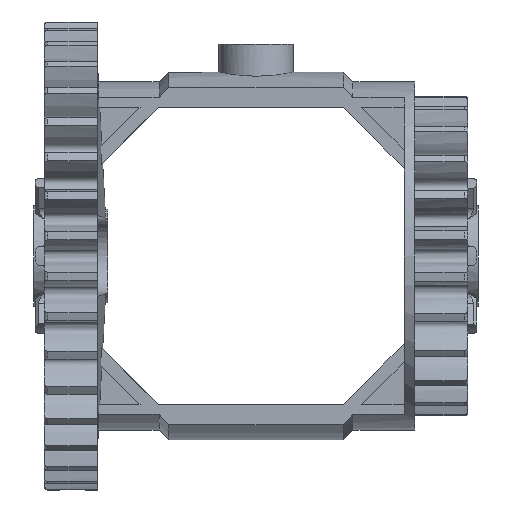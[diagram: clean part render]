
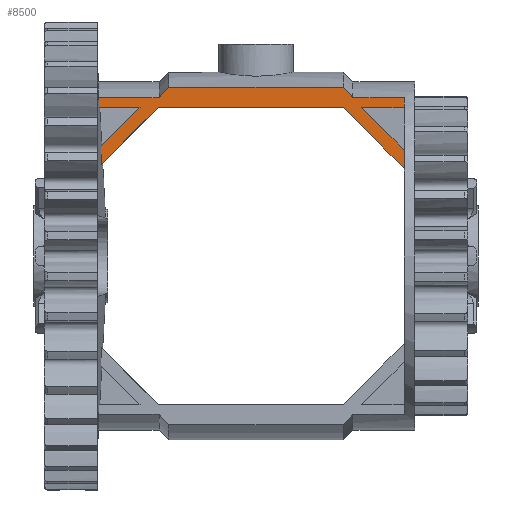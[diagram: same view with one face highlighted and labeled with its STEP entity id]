
A CAD part, front view. The second image highlights one B-rep face of the part: STEP entity #8500.
In plain terms, the highlighted planar face has unit normal (0, -1, 0).
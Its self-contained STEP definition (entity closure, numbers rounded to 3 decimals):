
#117 = VECTOR ( 'NONE', #3210, 1000. ) ;
#487 = CARTESIAN_POINT ( 'NONE',  ( 8.114, -6.2, 14.178 ) ) ;
#617 = ORIENTED_EDGE ( 'NONE', *, *, #23316, .F. ) ;
#846 = VECTOR ( 'NONE', #30204, 1000. ) ;
#958 = ORIENTED_EDGE ( 'NONE', *, *, #12479, .T. ) ;
#1234 = EDGE_CURVE ( 'NONE', #4290, #8690, #5337, .T. ) ;
#1277 = EDGE_CURVE ( 'NONE', #29685, #18590, #16777, .T. ) ;
#1362 = AXIS2_PLACEMENT_3D ( 'NONE', #22684, #12893, #29951 ) ;
#1410 = VERTEX_POINT ( 'NONE', #14231 ) ;
#1485 = CARTESIAN_POINT ( 'NONE',  ( -10.478, -6.2, 12.725 ) ) ;
#1539 = CARTESIAN_POINT ( 'NONE',  ( 0., -6.2, 13.576 ) ) ;
#2319 = VECTOR ( 'NONE', #4423, 1000. ) ;
#2387 = DIRECTION ( 'NONE',  ( 1., 0., 0. ) ) ;
#2476 = EDGE_CURVE ( 'NONE', #5018, #10981, #13652, .T. ) ;
#2707 = ORIENTED_EDGE ( 'NONE', *, *, #29839, .T. ) ;
#2956 = CARTESIAN_POINT ( 'NONE',  ( 7.839, -6.2, 13.878 ) ) ;
#3108 = VERTEX_POINT ( 'NONE', #11531 ) ;
#3157 = CARTESIAN_POINT ( 'NONE',  ( 2.605, -6.2, 8.362 ) ) ;
#3195 = EDGE_CURVE ( 'NONE', #27005, #5018, #22763, .T. ) ;
#3210 = DIRECTION ( 'NONE',  ( 0.707, 0., 0.707 ) ) ;
#3436 = CARTESIAN_POINT ( 'NONE',  ( 28.575, -6.2, 9.081 ) ) ;
#3856 = FACE_OUTER_BOUND ( 'NONE', #22017, .T. ) ;
#4092 = CARTESIAN_POINT ( 'NONE',  ( 24.931, -6.2, 12.725 ) ) ;
#4272 = EDGE_CURVE ( 'NONE', #24654, #8690, #21353, .T. ) ;
#4290 = VERTEX_POINT ( 'NONE', #25185 ) ;
#4318 = ORIENTED_EDGE ( 'NONE', *, *, #1277, .F. ) ;
#4423 = DIRECTION ( 'NONE',  ( 1., 0., 0. ) ) ;
#4895 = EDGE_CURVE ( 'NONE', #24654, #9211, #5813, .T. ) ;
#5018 = VERTEX_POINT ( 'NONE', #14522 ) ;
#5310 = VERTEX_POINT ( 'NONE', #14720 ) ;
#5337 = LINE ( 'NONE', #8383, #23307 ) ;
#5392 = CARTESIAN_POINT ( 'NONE',  ( 8.39, -6.2, 14.478 ) ) ;
#5586 = CARTESIAN_POINT ( 'NONE',  ( 2.626, -6.2, 7.865 ) ) ;
#5813 = LINE ( 'NONE', #12923, #117 ) ;
#6851 = CARTESIAN_POINT ( 'NONE',  ( -10.478, -6.2, 12.725 ) ) ;
#6860 = EDGE_CURVE ( 'NONE', #10981, #29685, #25715, .T. ) ;
#6905 = VECTOR ( 'NONE', #8304, 1000. ) ;
#7062 = CARTESIAN_POINT ( 'NONE',  ( 2.369, -6.2, 13.576 ) ) ;
#7331 = EDGE_CURVE ( 'NONE', #9211, #1410, #21909, .T. ) ;
#7418 = DIRECTION ( 'NONE',  ( 0.707, 0., -0.707 ) ) ;
#7692 = VECTOR ( 'NONE', #2387, 1000. ) ;
#8021 = VECTOR ( 'NONE', #24270, 1000. ) ;
#8282 = CARTESIAN_POINT ( 'NONE',  ( 2.409, -6.2, 12.725 ) ) ;
#8299 = CARTESIAN_POINT ( 'NONE',  ( 28.575, -6.2, 12.725 ) ) ;
#8304 = DIRECTION ( 'NONE',  ( 0., 0., 1. ) ) ;
#8383 = CARTESIAN_POINT ( 'NONE',  ( 2.286, -6.2, 9.081 ) ) ;
#8491 = CARTESIAN_POINT ( 'NONE',  ( 24.185, -6.2, 13.576 ) ) ;
#8500 = ADVANCED_FACE ( 'NONE', ( #3856 ), #10414, .F. ) ;
#8690 = VERTEX_POINT ( 'NONE', #18334 ) ;
#8876 = CARTESIAN_POINT ( 'NONE',  ( 2.382, -6.2, 13.293 ) ) ;
#8964 = CARTESIAN_POINT ( 'NONE',  ( 24.931, -6.2, 12.725 ) ) ;
#9211 = VERTEX_POINT ( 'NONE', #20456 ) ;
#9490 = VECTOR ( 'NONE', #20082, 1000. ) ;
#9876 = B_SPLINE_CURVE_WITH_KNOTS ( 'NONE', 3,
 ( #25921, #23488, #8876, #26028 ),
 .UNSPECIFIED., .F., .F.,
 ( 4, 4 ),
 ( 0.015, 0.016 ),
 .UNSPECIFIED. ) ;
#9889 = CARTESIAN_POINT ( 'NONE',  ( 28.575, -6.2, 7.525 ) ) ;
#10017 = EDGE_CURVE ( 'NONE', #22567, #4290, #28285, .T. ) ;
#10203 = EDGE_CURVE ( 'NONE', #18305, #31078, #26452, .T. ) ;
#10414 = PLANE ( 'NONE',  #1362 ) ;
#10646 = ORIENTED_EDGE ( 'NONE', *, *, #11226, .T. ) ;
#10981 = VERTEX_POINT ( 'NONE', #24346 ) ;
#11226 = EDGE_CURVE ( 'NONE', #5310, #3108, #13851, .T. ) ;
#11531 = CARTESIAN_POINT ( 'NONE',  ( 28.575, -6.2, 13.576 ) ) ;
#11947 = LINE ( 'NONE', #31430, #8021 ) ;
#12218 = ORIENTED_EDGE ( 'NONE', *, *, #6860, .F. ) ;
#12479 = EDGE_CURVE ( 'NONE', #1410, #18305, #29086, .T. ) ;
#12773 = CARTESIAN_POINT ( 'NONE',  ( 0., -6.2, 13.576 ) ) ;
#12893 = DIRECTION ( 'NONE',  ( 0., 1., 0. ) ) ;
#12923 = CARTESIAN_POINT ( 'NONE',  ( 7.486, -6.2, 12.725 ) ) ;
#13101 = ORIENTED_EDGE ( 'NONE', *, *, #17812, .F. ) ;
#13236 = CARTESIAN_POINT ( 'NONE',  ( 28.575, -6.2, 9.081 ) ) ;
#13331 = CARTESIAN_POINT ( 'NONE',  ( 23.636, -6.2, 14.178 ) ) ;
#13652 = B_SPLINE_CURVE_WITH_KNOTS ( 'NONE', 3,
 ( #20075, #2956, #487, #5392 ),
 .UNSPECIFIED., .F., .F.,
 ( 4, 4 ),
 ( 0., 0.001 ),
 .UNSPECIFIED. ) ;
#13851 = LINE ( 'NONE', #8299, #846 ) ;
#14231 = CARTESIAN_POINT ( 'NONE',  ( 23.375, -6.2, 12.725 ) ) ;
#14522 = CARTESIAN_POINT ( 'NONE',  ( 7.565, -6.2, 13.576 ) ) ;
#14556 = CARTESIAN_POINT ( 'NONE',  ( -10.478, -6.2, 14.478 ) ) ;
#14717 = CARTESIAN_POINT ( 'NONE',  ( 23.36, -6.2, 14.478 ) ) ;
#14720 = CARTESIAN_POINT ( 'NONE',  ( 28.575, -6.2, 12.725 ) ) ;
#15219 = ORIENTED_EDGE ( 'NONE', *, *, #3195, .F. ) ;
#15361 = VECTOR ( 'NONE', #28395, 1000. ) ;
#16168 = DIRECTION ( 'NONE',  ( 1., 0., 0. ) ) ;
#16777 = B_SPLINE_CURVE_WITH_KNOTS ( 'NONE', 3,
 ( #23210, #13331, #18263, #8491 ),
 .UNSPECIFIED., .F., .F.,
 ( 4, 4 ),
 ( 0., 0.001 ),
 .UNSPECIFIED. ) ;
#16937 = CARTESIAN_POINT ( 'NONE',  ( 28.575, -6.2, 7.525 ) ) ;
#17106 = LINE ( 'NONE', #4092, #23642 ) ;
#17207 = ORIENTED_EDGE ( 'NONE', *, *, #4895, .T. ) ;
#17302 = VERTEX_POINT ( 'NONE', #8964 ) ;
#17597 = ORIENTED_EDGE ( 'NONE', *, *, #2476, .F. ) ;
#17812 = EDGE_CURVE ( 'NONE', #18590, #3108, #22554, .T. ) ;
#18263 = CARTESIAN_POINT ( 'NONE',  ( 23.911, -6.2, 13.878 ) ) ;
#18305 = VERTEX_POINT ( 'NONE', #16937 ) ;
#18334 = CARTESIAN_POINT ( 'NONE',  ( 2.562, -6.2, 9.357 ) ) ;
#18590 = VERTEX_POINT ( 'NONE', #30948 ) ;
#20075 = CARTESIAN_POINT ( 'NONE',  ( 7.565, -6.2, 13.576 ) ) ;
#20082 = DIRECTION ( 'NONE',  ( 1., 0., 0. ) ) ;
#20456 = CARTESIAN_POINT ( 'NONE',  ( 7.486, -6.2, 12.725 ) ) ;
#21353 = B_SPLINE_CURVE_WITH_KNOTS ( 'NONE', 3,
 ( #5586, #3157, #22654, #22753 ),
 .UNSPECIFIED., .F., .F.,
 ( 4, 4 ),
 ( 0.01, 0.011 ),
 .UNSPECIFIED. ) ;
#21909 = LINE ( 'NONE', #1485, #15361 ) ;
#21999 = VECTOR ( 'NONE', #16168, 1000. ) ;
#22017 = EDGE_LOOP ( 'NONE', ( #28946, #17207, #28201, #958, #23548, #24930, #2707, #10646, #13101, #4318, #12218, #17597, #15219, #617, #23751, #22861 ) ) ;
#22554 = LINE ( 'NONE', #12773, #9490 ) ;
#22567 = VERTEX_POINT ( 'NONE', #8282 ) ;
#22654 = CARTESIAN_POINT ( 'NONE',  ( 2.584, -6.2, 8.86 ) ) ;
#22682 = VECTOR ( 'NONE', #7418, 1000. ) ;
#22684 = CARTESIAN_POINT ( 'NONE',  ( -10.478, -6.2, 12.725 ) ) ;
#22753 = CARTESIAN_POINT ( 'NONE',  ( 2.562, -6.2, 9.357 ) ) ;
#22763 = LINE ( 'NONE', #1539, #21999 ) ;
#22861 = ORIENTED_EDGE ( 'NONE', *, *, #1234, .T. ) ;
#23210 = CARTESIAN_POINT ( 'NONE',  ( 23.36, -6.2, 14.478 ) ) ;
#23307 = VECTOR ( 'NONE', #27975, 1000. ) ;
#23316 = EDGE_CURVE ( 'NONE', #22567, #27005, #9876, .T. ) ;
#23382 = EDGE_CURVE ( 'NONE', #31078, #17302, #17106, .T. ) ;
#23488 = CARTESIAN_POINT ( 'NONE',  ( 2.396, -6.2, 13.009 ) ) ;
#23548 = ORIENTED_EDGE ( 'NONE', *, *, #10203, .T. ) ;
#23642 = VECTOR ( 'NONE', #23707, 1000. ) ;
#23707 = DIRECTION ( 'NONE',  ( -0.707, 0., 0.707 ) ) ;
#23743 = CARTESIAN_POINT ( 'NONE',  ( 2.626, -6.2, 7.865 ) ) ;
#23751 = ORIENTED_EDGE ( 'NONE', *, *, #10017, .T. ) ;
#24270 = DIRECTION ( 'NONE',  ( 1., 0., 0. ) ) ;
#24346 = CARTESIAN_POINT ( 'NONE',  ( 8.39, -6.2, 14.478 ) ) ;
#24654 = VERTEX_POINT ( 'NONE', #23743 ) ;
#24930 = ORIENTED_EDGE ( 'NONE', *, *, #23382, .T. ) ;
#25185 = CARTESIAN_POINT ( 'NONE',  ( 5.93, -6.2, 12.725 ) ) ;
#25715 = LINE ( 'NONE', #14556, #7692 ) ;
#25921 = CARTESIAN_POINT ( 'NONE',  ( 2.409, -6.2, 12.725 ) ) ;
#26028 = CARTESIAN_POINT ( 'NONE',  ( 2.369, -6.2, 13.576 ) ) ;
#26452 = LINE ( 'NONE', #3436, #6905 ) ;
#27005 = VERTEX_POINT ( 'NONE', #7062 ) ;
#27975 = DIRECTION ( 'NONE',  ( -0.707, 0., -0.707 ) ) ;
#28201 = ORIENTED_EDGE ( 'NONE', *, *, #7331, .T. ) ;
#28285 = LINE ( 'NONE', #6851, #2319 ) ;
#28395 = DIRECTION ( 'NONE',  ( 1., 0., 0. ) ) ;
#28946 = ORIENTED_EDGE ( 'NONE', *, *, #4272, .F. ) ;
#29086 = LINE ( 'NONE', #9889, #22682 ) ;
#29685 = VERTEX_POINT ( 'NONE', #14717 ) ;
#29839 = EDGE_CURVE ( 'NONE', #17302, #5310, #11947, .T. ) ;
#29951 = DIRECTION ( 'NONE',  ( 0., 0., 1. ) ) ;
#30204 = DIRECTION ( 'NONE',  ( 0., 0., 1. ) ) ;
#30948 = CARTESIAN_POINT ( 'NONE',  ( 24.185, -6.2, 13.576 ) ) ;
#31078 = VERTEX_POINT ( 'NONE', #13236 ) ;
#31430 = CARTESIAN_POINT ( 'NONE',  ( -10.478, -6.2, 12.725 ) ) ;
